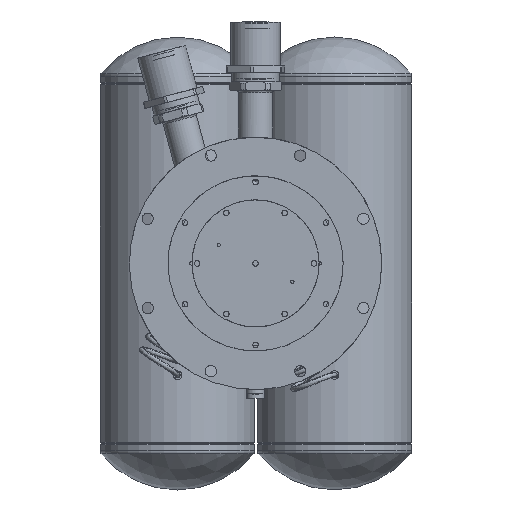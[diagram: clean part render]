
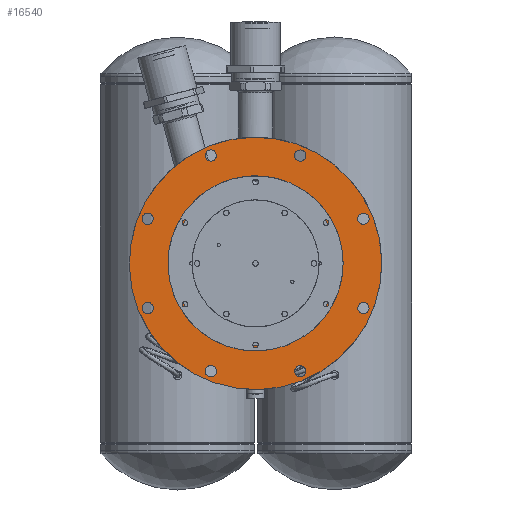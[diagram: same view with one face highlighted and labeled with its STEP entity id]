
A CAD part, front view. The second image highlights one B-rep face of the part: STEP entity #16540.
In plain terms, the highlighted face is planar.
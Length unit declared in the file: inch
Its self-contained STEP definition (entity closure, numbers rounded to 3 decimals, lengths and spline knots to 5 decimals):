
#3218=PLANE($,#17856);
#3814=FACE_BOUND($,#5576,.T.);
#3815=FACE_BOUND($,#5577,.T.);
#3816=FACE_BOUND($,#5578,.T.);
#3817=FACE_BOUND($,#5579,.T.);
#3818=FACE_BOUND($,#5580,.T.);
#3819=FACE_BOUND($,#5581,.T.);
#3820=FACE_BOUND($,#5582,.T.);
#3821=FACE_BOUND($,#5583,.T.);
#3822=FACE_BOUND($,#5584,.T.);
#4372=FACE_OUTER_BOUND($,#5575,.T.);
#5575=EDGE_LOOP($,(#12463));
#5576=EDGE_LOOP($,(#12464));
#5577=EDGE_LOOP($,(#12465));
#5578=EDGE_LOOP($,(#12466));
#5579=EDGE_LOOP($,(#12467));
#5580=EDGE_LOOP($,(#12468));
#5581=EDGE_LOOP($,(#12469));
#5582=EDGE_LOOP($,(#12470));
#5583=EDGE_LOOP($,(#12471));
#5584=EDGE_LOOP($,(#12472));
#6973=CIRCLE($,#17854,2.4);
#6975=CIRCLE($,#17857,3.675);
#6976=CIRCLE($,#17858,0.164);
#6977=CIRCLE($,#17859,0.164);
#6978=CIRCLE($,#17860,0.164);
#6979=CIRCLE($,#17861,0.164);
#6980=CIRCLE($,#17862,0.164);
#6981=CIRCLE($,#17863,0.164);
#6982=CIRCLE($,#17864,0.164);
#6983=CIRCLE($,#17865,0.164);
#8137=VERTEX_POINT($,#29638);
#8139=VERTEX_POINT($,#29643);
#8140=VERTEX_POINT($,#29645);
#8141=VERTEX_POINT($,#29647);
#8142=VERTEX_POINT($,#29649);
#8143=VERTEX_POINT($,#29651);
#8144=VERTEX_POINT($,#29653);
#8145=VERTEX_POINT($,#29655);
#8146=VERTEX_POINT($,#29657);
#8147=VERTEX_POINT($,#29659);
#9837=EDGE_CURVE($,#8137,#8137,#6973,.T.);
#9839=EDGE_CURVE($,#8139,#8139,#6975,.T.);
#9840=EDGE_CURVE($,#8140,#8140,#6976,.T.);
#9841=EDGE_CURVE($,#8141,#8141,#6977,.T.);
#9842=EDGE_CURVE($,#8142,#8142,#6978,.T.);
#9843=EDGE_CURVE($,#8143,#8143,#6979,.T.);
#9844=EDGE_CURVE($,#8144,#8144,#6980,.T.);
#9845=EDGE_CURVE($,#8145,#8145,#6981,.T.);
#9846=EDGE_CURVE($,#8146,#8146,#6982,.T.);
#9847=EDGE_CURVE($,#8147,#8147,#6983,.T.);
#12463=ORIENTED_EDGE($,*,*,#9839,.F.);
#12464=ORIENTED_EDGE($,*,*,#9840,.F.);
#12465=ORIENTED_EDGE($,*,*,#9841,.F.);
#12466=ORIENTED_EDGE($,*,*,#9842,.F.);
#12467=ORIENTED_EDGE($,*,*,#9843,.F.);
#12468=ORIENTED_EDGE($,*,*,#9844,.F.);
#12469=ORIENTED_EDGE($,*,*,#9845,.F.);
#12470=ORIENTED_EDGE($,*,*,#9846,.F.);
#12471=ORIENTED_EDGE($,*,*,#9847,.F.);
#12472=ORIENTED_EDGE($,*,*,#9837,.F.);
#16540=ADVANCED_FACE($,(#4372,#3814,#3815,#3816,#3817,#3818,#3819,#3820,
#3821,#3822),#3218,.F.);
#17854=AXIS2_PLACEMENT_3D($,#29639,#20457,#20458);
#17856=AXIS2_PLACEMENT_3D($,#29642,#20461,#20462);
#17857=AXIS2_PLACEMENT_3D($,#29644,#20463,#20464);
#17858=AXIS2_PLACEMENT_3D($,#29646,#20465,#20466);
#17859=AXIS2_PLACEMENT_3D($,#29648,#20467,#20468);
#17860=AXIS2_PLACEMENT_3D($,#29650,#20469,#20470);
#17861=AXIS2_PLACEMENT_3D($,#29652,#20471,#20472);
#17862=AXIS2_PLACEMENT_3D($,#29654,#20473,#20474);
#17863=AXIS2_PLACEMENT_3D($,#29656,#20475,#20476);
#17864=AXIS2_PLACEMENT_3D($,#29658,#20477,#20478);
#17865=AXIS2_PLACEMENT_3D($,#29660,#20479,#20480);
#20457=DIRECTION('center_axis',(0.,-1.,0.));
#20458=DIRECTION('ref_axis',(-1.,0.,0.));
#20461=DIRECTION('center_axis',(0.,1.,0.));
#20462=DIRECTION('ref_axis',(-1.,0.,0.));
#20463=DIRECTION('center_axis',(0.,1.,0.));
#20464=DIRECTION('ref_axis',(-1.,0.,0.));
#20465=DIRECTION('center_axis',(0.,-1.,0.));
#20466=DIRECTION('ref_axis',(0.,0.,
1.));
#20467=DIRECTION('center_axis',(0.,-1.,0.));
#20468=DIRECTION('ref_axis',(0.707,0.,0.707));
#20469=DIRECTION('center_axis',(0.,-1.,0.));
#20470=DIRECTION('ref_axis',(1.,0.,0.));
#20471=DIRECTION('center_axis',(0.,-1.,0.));
#20472=DIRECTION('ref_axis',(0.707,0.,-0.707));
#20473=DIRECTION('center_axis',(0.,-1.,0.));
#20474=DIRECTION('ref_axis',(0.,0.,
-1.));
#20475=DIRECTION('center_axis',(0.,-1.,0.));
#20476=DIRECTION('ref_axis',(-0.707,0.,
-0.707));
#20477=DIRECTION('center_axis',(0.,-1.,0.));
#20478=DIRECTION('ref_axis',(-0.707,0.,
0.707));
#20479=DIRECTION('center_axis',(0.,-1.,0.));
#20480=DIRECTION('ref_axis',(-1.,0.,0.));
#29638=CARTESIAN_POINT('',(2.4,16.065,0.));
#29639=CARTESIAN_POINT('Origin',(0.,16.065,
0.));
#29642=CARTESIAN_POINT('Origin',(0.,16.065,
0.));
#29643=CARTESIAN_POINT('',(-3.67412,16.065,-0.0802));
#29644=CARTESIAN_POINT('Origin',(0.,16.065,
0.));
#29645=CARTESIAN_POINT('',(1.30112,16.065,2.97719));
#29646=CARTESIAN_POINT('Origin',(1.30112,16.065,3.14119));
#29647=CARTESIAN_POINT('',(3.02522,16.065,1.18516));
#29648=CARTESIAN_POINT('Origin',(3.14119,16.065,1.30112));
#29649=CARTESIAN_POINT('',(2.97719,16.065,-1.30112));
#29650=CARTESIAN_POINT('Origin',(3.14119,16.065,-1.30112));
#29651=CARTESIAN_POINT('',(1.18516,16.065,-3.02522));
#29652=CARTESIAN_POINT('Origin',(1.30112,16.065,-3.14119));
#29653=CARTESIAN_POINT('',(-1.30112,16.065,-2.97719));
#29654=CARTESIAN_POINT('Origin',(-1.30112,16.065,-3.14119));
#29655=CARTESIAN_POINT('',(-3.02522,16.065,-1.18516));
#29656=CARTESIAN_POINT('Origin',(-3.14119,16.065,-1.30112));
#29657=CARTESIAN_POINT('',(-1.18516,16.065,3.02522));
#29658=CARTESIAN_POINT('Origin',(-1.30112,16.065,3.14119));
#29659=CARTESIAN_POINT('',(-2.97719,16.065,1.30112));
#29660=CARTESIAN_POINT('Origin',(-3.14119,16.065,1.30112));
